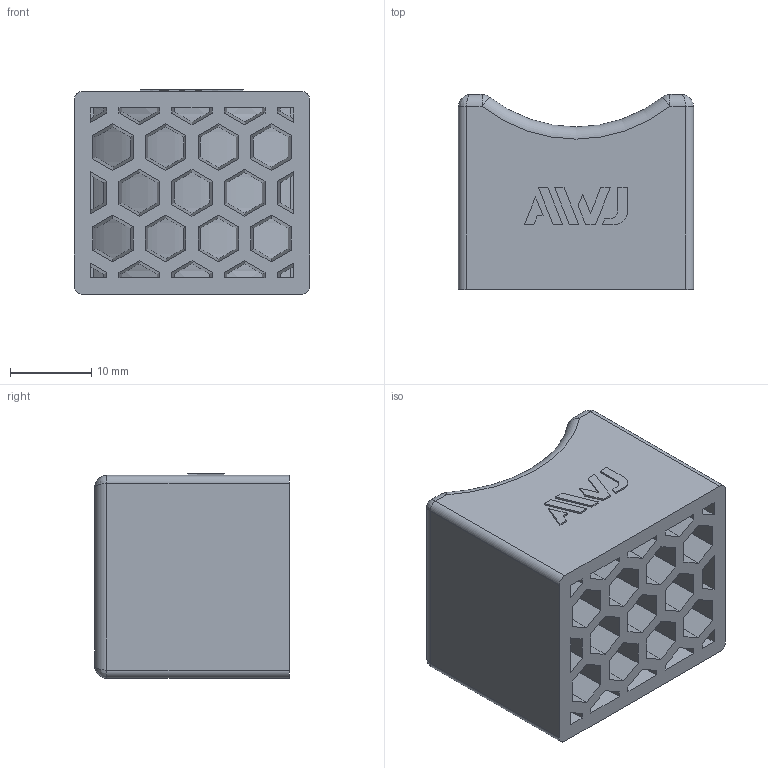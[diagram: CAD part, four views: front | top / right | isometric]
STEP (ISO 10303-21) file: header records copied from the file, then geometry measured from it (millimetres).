
FILE_DESCRIPTION( ( 'STEP AP203' ), '1' );
FILE_NAME( 'SG25・30SU.step', '2022-07-19T08:52:08', ( ' ' ), ( ' ' ), 'XStep 1.0', ' ', ' ' );
FILE_SCHEMA( ( 'CONFIG_CONTROL_DESIGN' ) );
Length unit declared in the file: millimetre
Products named in the file (1): 1
Bounding box: 29 x 24 x 25.2 mm (x, y, z)
Volume: 10921.9 mm3; surface area: 9256.5 mm2
Topology: 1 solids, 1 shells, 212 faces, 530 edges, 340 vertices
Faces by surface type: plane 164, cylinder 38, bspline 4, sphere 4, torus 2
Entity records: 6732 total; most frequent: CARTESIAN_POINT 1575, DIRECTION 1050, ORIENTED_EDGE 1044, EDGE_CURVE 522, LINE 412, VECTOR 412, VERTEX_POINT 340, AXIS2_PLACEMENT_3D 319
